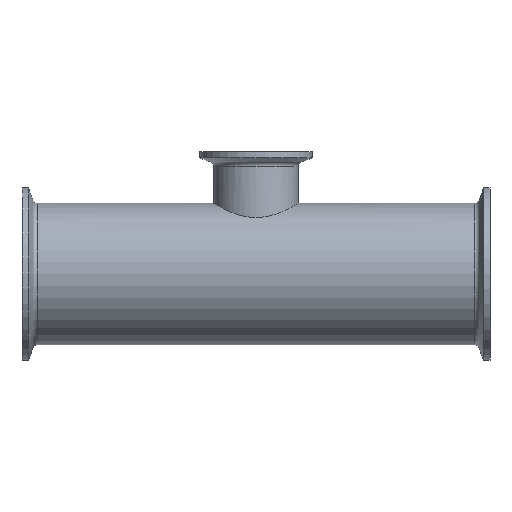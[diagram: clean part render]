
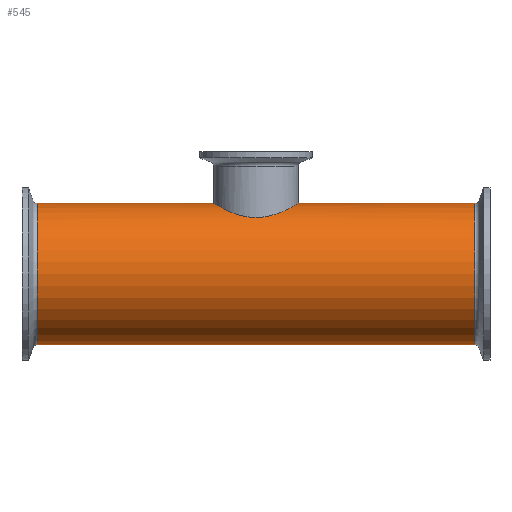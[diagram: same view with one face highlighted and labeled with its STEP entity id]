
A CAD part, front view. The second image highlights one B-rep face of the part: STEP entity #545.
In plain terms, the highlighted cylindrical face has radius 31.75 mm (diameter 63.5 mm), a full revolution.
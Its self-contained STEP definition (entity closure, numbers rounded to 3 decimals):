
#19=FACE_BOUND('',#139,.T.);
#29=B_SPLINE_CURVE_WITH_KNOTS('',3,(#900,#901,#902,#903,#904,#905,#906,
#907,#908,#909,#910,#911,#912,#913,#914,#915,#916,#917),.UNSPECIFIED.,.F.,
 .F.,(4,2,2,2,2,2,2,2,4),(0.,0.371,0.743,1.114,
1.485,1.854,2.223,2.592,2.961),
 .UNSPECIFIED.);
#30=B_SPLINE_CURVE_WITH_KNOTS('',3,(#918,#919,#920,#921,#922,#923,#924,
#925,#926,#927,#928,#929,#930,#931,#932,#933,#934,#935,#936,#937,#938,#939,
#940,#941,#942,#943,#944,#945,#946,#947,#948,#949,#950,#951,#952,#953,#954,
#955,#956,#957,#958,#959,#960,#961,#962,#963,#964,#965,#966,#967),
 .UNSPECIFIED.,.F.,.F.,(4,2,2,2,2,2,2,2,2,2,2,2,2,2,2,2,2,2,2,2,2,2,2,2,
4),(2.961,3.33,3.699,4.068,
4.437,4.808,5.18,5.551,5.922,
6.294,6.665,7.036,7.408,7.777,
8.146,8.515,8.884,9.253,9.621,
9.99,10.359,10.731,11.102,11.473,
11.845),.UNSPECIFIED.);
#35=CYLINDRICAL_SURFACE('',#638,31.75);
#48=LINE('',#1056,#64);
#64=VECTOR('',#805,31.75);
#100=FACE_OUTER_BOUND('',#138,.T.);
#138=EDGE_LOOP('',(#438,#439,#440,#441,#442,#443));
#139=EDGE_LOOP('',(#444,#445));
#190=CIRCLE('',#631,31.75);
#194=CIRCLE('',#635,31.75);
#196=CIRCLE('',#639,31.75);
#197=CIRCLE('',#640,31.75);
#222=VERTEX_POINT('',#897);
#223=VERTEX_POINT('',#899);
#247=VERTEX_POINT('',#1039);
#248=VERTEX_POINT('',#1040);
#252=VERTEX_POINT('',#1053);
#253=VERTEX_POINT('',#1054);
#278=EDGE_CURVE('',#223,#222,#29,.T.);
#279=EDGE_CURVE('',#222,#223,#30,.T.);
#313=EDGE_CURVE('',#247,#248,#190,.T.);
#317=EDGE_CURVE('',#248,#247,#194,.T.);
#320=EDGE_CURVE('',#252,#253,#196,.T.);
#321=EDGE_CURVE('',#252,#247,#48,.T.);
#322=EDGE_CURVE('',#253,#252,#197,.T.);
#438=ORIENTED_EDGE('',*,*,#320,.F.);
#439=ORIENTED_EDGE('',*,*,#321,.T.);
#440=ORIENTED_EDGE('',*,*,#317,.F.);
#441=ORIENTED_EDGE('',*,*,#313,.F.);
#442=ORIENTED_EDGE('',*,*,#321,.F.);
#443=ORIENTED_EDGE('',*,*,#322,.F.);
#444=ORIENTED_EDGE('',*,*,#278,.T.);
#445=ORIENTED_EDGE('',*,*,#279,.T.);
#545=ADVANCED_FACE('',(#100,#19),#35,.T.);
#631=AXIS2_PLACEMENT_3D('',#1041,#786,#787);
#635=AXIS2_PLACEMENT_3D('',#1047,#794,#795);
#638=AXIS2_PLACEMENT_3D('',#1052,#801,#802);
#639=AXIS2_PLACEMENT_3D('',#1055,#803,#804);
#640=AXIS2_PLACEMENT_3D('',#1057,#806,#807);
#786=DIRECTION('center_axis',(-1.,0.,0.));
#787=DIRECTION('ref_axis',(0.,1.,0.));
#794=DIRECTION('center_axis',(-1.,0.,0.));
#795=DIRECTION('ref_axis',(0.,1.,0.));
#801=DIRECTION('center_axis',(1.,0.,0.));
#802=DIRECTION('ref_axis',(0.,1.,0.));
#803=DIRECTION('center_axis',(1.,0.,0.));
#804=DIRECTION('ref_axis',(0.,-1.,0.));
#805=DIRECTION('',(-1.,0.,0.));
#806=DIRECTION('center_axis',(1.,0.,0.));
#807=DIRECTION('ref_axis',(0.,-1.,0.));
#897=CARTESIAN_POINT('',(-19.05,0.,31.75));
#899=CARTESIAN_POINT('',(0.,-19.05,25.4));
#900=CARTESIAN_POINT('Ctrl Pts',(0.,-19.05,25.4));
#901=CARTESIAN_POINT('Ctrl Pts',(-1.238,-19.05,25.4));
#902=CARTESIAN_POINT('Ctrl Pts',(-2.502,-18.928,25.493));
#903=CARTESIAN_POINT('Ctrl Pts',(-4.99,-18.428,25.856));
#904=CARTESIAN_POINT('Ctrl Pts',(-6.215,-18.052,26.125));
#905=CARTESIAN_POINT('Ctrl Pts',(-8.546,-17.072,26.776));
#906=CARTESIAN_POINT('Ctrl Pts',(-9.655,-16.468,27.157));
#907=CARTESIAN_POINT('Ctrl Pts',(-11.702,-15.083,27.95));
#908=CARTESIAN_POINT('Ctrl Pts',(-12.64,-14.301,28.362));
#909=CARTESIAN_POINT('Ctrl Pts',(-14.296,-12.645,29.138));
#910=CARTESIAN_POINT('Ctrl Pts',(-15.077,-11.71,29.532));
#911=CARTESIAN_POINT('Ctrl Pts',(-16.464,-9.663,30.264));
#912=CARTESIAN_POINT('Ctrl Pts',(-17.071,-8.55,30.601));
#913=CARTESIAN_POINT('Ctrl Pts',(-18.054,-6.211,31.16));
#914=CARTESIAN_POINT('Ctrl Pts',(-18.431,-4.982,31.382));
#915=CARTESIAN_POINT('Ctrl Pts',(-18.929,-2.492,31.677));
#916=CARTESIAN_POINT('Ctrl Pts',(-19.05,-1.23,31.75));
#917=CARTESIAN_POINT('Ctrl Pts',(-19.05,0.,31.75));
#918=CARTESIAN_POINT('Ctrl Pts',(-19.05,0.,31.75));
#919=CARTESIAN_POINT('Ctrl Pts',(-19.05,1.23,31.75));
#920=CARTESIAN_POINT('Ctrl Pts',(-18.929,2.492,31.677));
#921=CARTESIAN_POINT('Ctrl Pts',(-18.431,4.982,31.382));
#922=CARTESIAN_POINT('Ctrl Pts',(-18.054,6.211,31.16));
#923=CARTESIAN_POINT('Ctrl Pts',(-17.071,8.55,30.601));
#924=CARTESIAN_POINT('Ctrl Pts',(-16.464,9.663,30.264));
#925=CARTESIAN_POINT('Ctrl Pts',(-15.077,11.71,29.532));
#926=CARTESIAN_POINT('Ctrl Pts',(-14.296,12.645,29.138));
#927=CARTESIAN_POINT('Ctrl Pts',(-12.64,14.301,28.362));
#928=CARTESIAN_POINT('Ctrl Pts',(-11.702,15.083,27.95));
#929=CARTESIAN_POINT('Ctrl Pts',(-9.655,16.468,27.157));
#930=CARTESIAN_POINT('Ctrl Pts',(-8.546,17.072,26.776));
#931=CARTESIAN_POINT('Ctrl Pts',(-6.215,18.052,26.125));
#932=CARTESIAN_POINT('Ctrl Pts',(-4.99,18.428,25.856));
#933=CARTESIAN_POINT('Ctrl Pts',(-2.502,18.928,25.493));
#934=CARTESIAN_POINT('Ctrl Pts',(-1.238,19.05,25.4));
#935=CARTESIAN_POINT('Ctrl Pts',(1.238,19.05,25.4));
#936=CARTESIAN_POINT('Ctrl Pts',(2.502,18.928,25.493));
#937=CARTESIAN_POINT('Ctrl Pts',(4.99,18.428,25.856));
#938=CARTESIAN_POINT('Ctrl Pts',(6.215,18.052,26.125));
#939=CARTESIAN_POINT('Ctrl Pts',(8.546,17.072,26.776));
#940=CARTESIAN_POINT('Ctrl Pts',(9.655,16.468,27.157));
#941=CARTESIAN_POINT('Ctrl Pts',(11.702,15.083,27.95));
#942=CARTESIAN_POINT('Ctrl Pts',(12.64,14.301,28.362));
#943=CARTESIAN_POINT('Ctrl Pts',(14.296,12.645,29.138));
#944=CARTESIAN_POINT('Ctrl Pts',(15.077,11.71,29.532));
#945=CARTESIAN_POINT('Ctrl Pts',(16.464,9.663,30.264));
#946=CARTESIAN_POINT('Ctrl Pts',(17.071,8.55,30.601));
#947=CARTESIAN_POINT('Ctrl Pts',(18.054,6.211,31.16));
#948=CARTESIAN_POINT('Ctrl Pts',(18.431,4.982,31.382));
#949=CARTESIAN_POINT('Ctrl Pts',(18.929,2.492,31.677));
#950=CARTESIAN_POINT('Ctrl Pts',(19.05,1.23,31.75));
#951=CARTESIAN_POINT('Ctrl Pts',(19.05,-1.23,31.75));
#952=CARTESIAN_POINT('Ctrl Pts',(18.929,-2.492,31.677));
#953=CARTESIAN_POINT('Ctrl Pts',(18.431,-4.982,31.382));
#954=CARTESIAN_POINT('Ctrl Pts',(18.054,-6.211,31.16));
#955=CARTESIAN_POINT('Ctrl Pts',(17.071,-8.55,30.601));
#956=CARTESIAN_POINT('Ctrl Pts',(16.464,-9.663,30.264));
#957=CARTESIAN_POINT('Ctrl Pts',(15.077,-11.71,29.532));
#958=CARTESIAN_POINT('Ctrl Pts',(14.296,-12.645,29.138));
#959=CARTESIAN_POINT('Ctrl Pts',(12.64,-14.301,28.362));
#960=CARTESIAN_POINT('Ctrl Pts',(11.702,-15.083,27.95));
#961=CARTESIAN_POINT('Ctrl Pts',(9.655,-16.468,27.157));
#962=CARTESIAN_POINT('Ctrl Pts',(8.546,-17.072,26.776));
#963=CARTESIAN_POINT('Ctrl Pts',(6.215,-18.052,26.125));
#964=CARTESIAN_POINT('Ctrl Pts',(4.99,-18.428,25.856));
#965=CARTESIAN_POINT('Ctrl Pts',(2.502,-18.928,25.493));
#966=CARTESIAN_POINT('Ctrl Pts',(1.238,-19.05,25.4));
#967=CARTESIAN_POINT('Ctrl Pts',(0.,-19.05,25.4));
#1039=CARTESIAN_POINT('',(-98.202,-31.75,0.));
#1040=CARTESIAN_POINT('',(-98.202,0.,-31.75));
#1041=CARTESIAN_POINT('Origin',(-98.202,0.,0.));
#1047=CARTESIAN_POINT('Origin',(-98.202,0.,0.));
#1052=CARTESIAN_POINT('Origin',(0.,0.,0.));
#1053=CARTESIAN_POINT('',(98.202,-31.75,0.));
#1054=CARTESIAN_POINT('',(98.202,0.,31.75));
#1055=CARTESIAN_POINT('Origin',(98.202,0.,0.));
#1056=CARTESIAN_POINT('',(0.,-31.75,0.));
#1057=CARTESIAN_POINT('Origin',(98.202,0.,0.));
